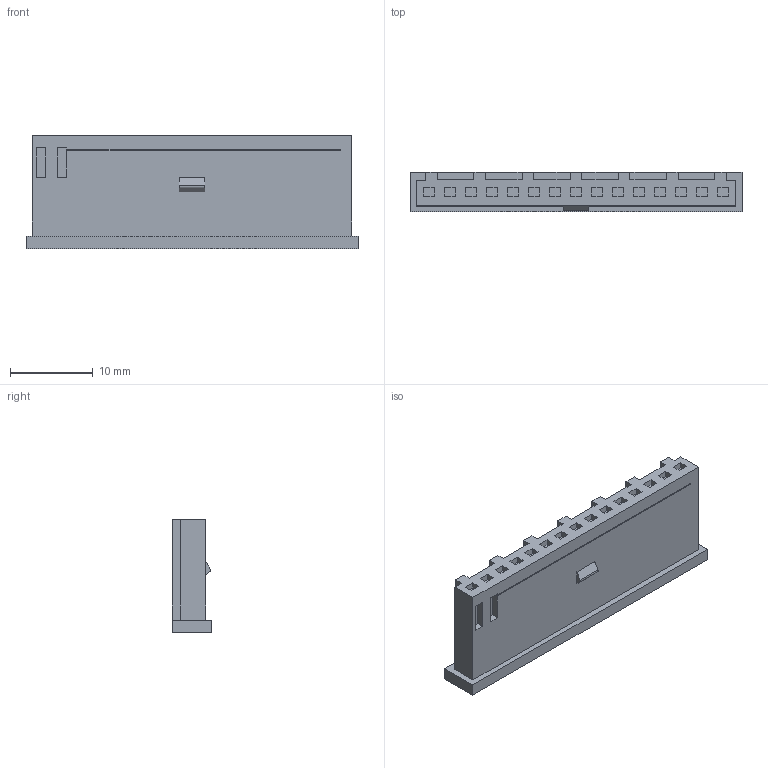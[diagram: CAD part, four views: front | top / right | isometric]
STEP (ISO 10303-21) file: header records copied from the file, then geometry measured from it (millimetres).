
FILE_DESCRIPTION((''),'2;1');
FILE_NAME('C-280363','2012-02-01T',('workeradm'),('Tyco Electronics Ltd.'),'PRO/ENGINEER BY PARAMETRIC TECHNOLOGY CORPORATION, 2010430','PRO/ENGINEER BY PARAMETRIC TECHNOLOGY CORPORATION, 2010430','');
FILE_SCHEMA(('AUTOMOTIVE_DESIGN { 1 0 10303 214 1 1 1 1 }'));
Length unit declared in the file: millimetre
Products named in the file (1): C-280363
Bounding box: 40.13 x 4.8 x 13.72 mm (x, y, z)
Volume: 1821.9 mm3; surface area: 1938.9 mm2
Topology: 1 solids, 1 shells, 207 faces, 516 edges, 344 vertices
Faces by surface type: plane 206, cylinder 1
Entity records: 6309 total; most frequent: CARTESIAN_POINT 1069, ORIENTED_EDGE 1032, DIRECTION 932, EDGE_CURVE 516, VECTOR 514, LINE 514, VERTEX_POINT 344, EDGE_LOOP 240
